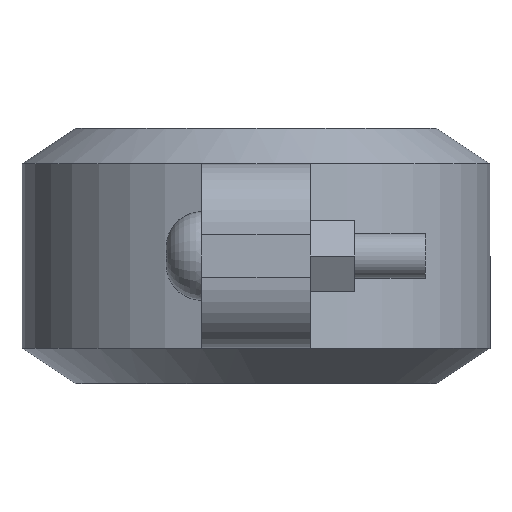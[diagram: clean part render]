
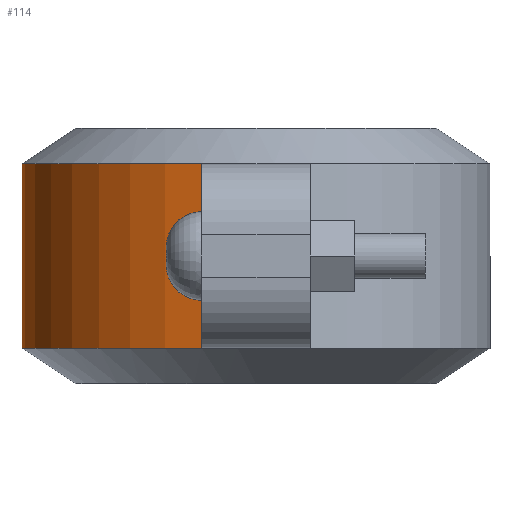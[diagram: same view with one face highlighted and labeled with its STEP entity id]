
A CAD part, left-side view. The second image highlights one B-rep face of the part: STEP entity #114.
In plain terms, the highlighted cylindrical face has radius 41.91 mm (diameter 83.82 mm), a partial arc.
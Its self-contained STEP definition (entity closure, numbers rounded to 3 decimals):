
#37 = VERTEX_POINT ( 'NONE', #1594 ) ;
#53 = AXIS2_PLACEMENT_3D ( 'NONE', #1250, #737, #1650 ) ;
#70 = DIRECTION ( 'NONE',  ( 0., 0., 1. ) ) ;
#92 = ORIENTED_EDGE ( 'NONE', *, *, #577, .F. ) ;
#114 = ADVANCED_FACE ( 'NONE', ( #171 ), #1566, .T. ) ;
#156 = ORIENTED_EDGE ( 'NONE', *, *, #1411, .T. ) ;
#171 = FACE_OUTER_BOUND ( 'NONE', #264, .T. ) ;
#174 = CARTESIAN_POINT ( 'NONE',  ( 0., 41.91, 16.51 ) ) ;
#206 = CARTESIAN_POINT ( 'NONE',  ( 0., 0., -16.51 ) ) ;
#264 = EDGE_LOOP ( 'NONE', ( #534, #1400, #156, #1232, #1588, #92 ) ) ;
#363 = VERTEX_POINT ( 'NONE', #1025 ) ;
#400 = VECTOR ( 'NONE', #798, 1000. ) ;
#415 = DIRECTION ( 'NONE',  ( 0., 0., 1. ) ) ;
#418 = AXIS2_PLACEMENT_3D ( 'NONE', #559, #415, #935 ) ;
#426 = LINE ( 'NONE', #725, #1375 ) ;
#427 = DIRECTION ( 'NONE',  ( 0., -1., 0. ) ) ;
#534 = ORIENTED_EDGE ( 'NONE', *, *, #1652, .F. ) ;
#559 = CARTESIAN_POINT ( 'NONE',  ( 0., 0., 0. ) ) ;
#577 = EDGE_CURVE ( 'NONE', #363, #1649, #1637, .T. ) ;
#712 = VERTEX_POINT ( 'NONE', #844 ) ;
#725 = CARTESIAN_POINT ( 'NONE',  ( -40.769, 9.712, -16.51 ) ) ;
#737 = DIRECTION ( 'NONE',  ( 0., 0., 1. ) ) ;
#769 = EDGE_CURVE ( 'NONE', #1649, #712, #1583, .T. ) ;
#798 = DIRECTION ( 'NONE',  ( 0., 0., 1. ) ) ;
#805 = CARTESIAN_POINT ( 'NONE',  ( 40.769, 9.712, -16.51 ) ) ;
#815 = LINE ( 'NONE', #805, #400 ) ;
#828 = CARTESIAN_POINT ( 'NONE',  ( 0., 0., 16.51 ) ) ;
#844 = CARTESIAN_POINT ( 'NONE',  ( -40.769, 9.712, 16.51 ) ) ;
#867 = VERTEX_POINT ( 'NONE', #1113 ) ;
#876 = EDGE_CURVE ( 'NONE', #867, #712, #426, .T. ) ;
#935 = DIRECTION ( 'NONE',  ( 0., -1., 0. ) ) ;
#965 = DIRECTION ( 'NONE',  ( 0., -1., 0. ) ) ;
#967 = VERTEX_POINT ( 'NONE', #1030 ) ;
#1025 = CARTESIAN_POINT ( 'NONE',  ( 40.769, 9.712, 16.51 ) ) ;
#1030 = CARTESIAN_POINT ( 'NONE',  ( 40.769, 9.712, -16.51 ) ) ;
#1079 = AXIS2_PLACEMENT_3D ( 'NONE', #206, #1099, #1224 ) ;
#1099 = DIRECTION ( 'NONE',  ( 0., 0., 1. ) ) ;
#1113 = CARTESIAN_POINT ( 'NONE',  ( -40.769, 9.712, -16.51 ) ) ;
#1168 = EDGE_CURVE ( 'NONE', #967, #37, #1657, .T. ) ;
#1224 = DIRECTION ( 'NONE',  ( 0., -1., 0. ) ) ;
#1232 = ORIENTED_EDGE ( 'NONE', *, *, #876, .T. ) ;
#1250 = CARTESIAN_POINT ( 'NONE',  ( 0., 0., -16.51 ) ) ;
#1270 = DIRECTION ( 'NONE',  ( 0., 0., 1. ) ) ;
#1327 = CARTESIAN_POINT ( 'NONE',  ( 0., 0., 16.51 ) ) ;
#1375 = VECTOR ( 'NONE', #1270, 1000. ) ;
#1384 = AXIS2_PLACEMENT_3D ( 'NONE', #1327, #1472, #427 ) ;
#1400 = ORIENTED_EDGE ( 'NONE', *, *, #1168, .T. ) ;
#1411 = EDGE_CURVE ( 'NONE', #37, #867, #1617, .T. ) ;
#1472 = DIRECTION ( 'NONE',  ( 0., 0., 1. ) ) ;
#1563 = AXIS2_PLACEMENT_3D ( 'NONE', #828, #70, #965 ) ;
#1566 = CYLINDRICAL_SURFACE ( 'NONE', #418, 41.91 ) ;
#1583 = CIRCLE ( 'NONE', #1563, 41.91 ) ;
#1588 = ORIENTED_EDGE ( 'NONE', *, *, #769, .F. ) ;
#1594 = CARTESIAN_POINT ( 'NONE',  ( 0., 41.91, -16.51 ) ) ;
#1617 = CIRCLE ( 'NONE', #53, 41.91 ) ;
#1637 = CIRCLE ( 'NONE', #1384, 41.91 ) ;
#1649 = VERTEX_POINT ( 'NONE', #174 ) ;
#1650 = DIRECTION ( 'NONE',  ( 0., -1., 0. ) ) ;
#1652 = EDGE_CURVE ( 'NONE', #967, #363, #815, .T. ) ;
#1657 = CIRCLE ( 'NONE', #1079, 41.91 ) ;
